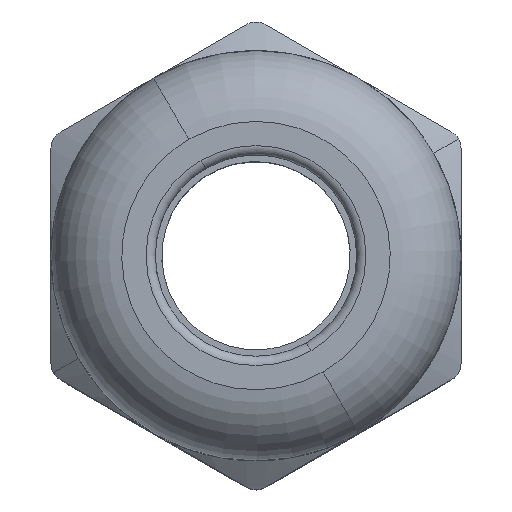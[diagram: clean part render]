
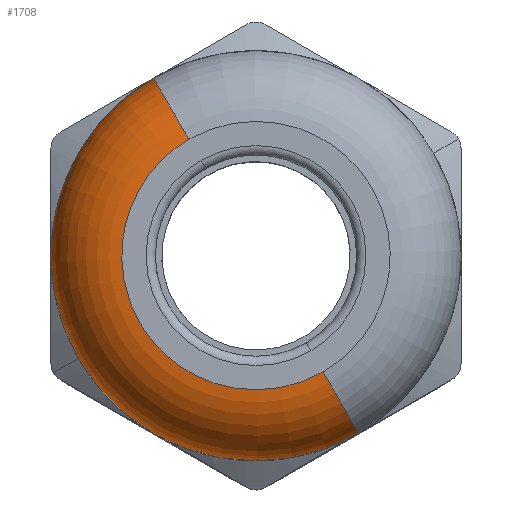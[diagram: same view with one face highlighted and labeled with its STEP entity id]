
A CAD part, top view. The second image highlights one B-rep face of the part: STEP entity #1708.
In plain terms, the highlighted toroidal (fillet/blend) face has major radius 6.734 mm and minor radius 4.266 mm.
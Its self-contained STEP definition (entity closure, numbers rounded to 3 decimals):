
#1650=AXIS2_PLACEMENT_3D('Circle Axis2P3D',#1648,#1649,$) ;
#1657=AXIS2_PLACEMENT_3D('Circle Axis2P3D',#1655,#1656,$) ;
#1686=AXIS2_PLACEMENT_3D('Torus Axis2P3D',#1683,#1684,#1685) ;
#1690=AXIS2_PLACEMENT_3D('Circle Axis2P3D',#1688,#1689,$) ;
#1697=AXIS2_PLACEMENT_3D('Circle Axis2P3D',#1695,#1696,$) ;
#1508=CARTESIAN_POINT('Vertex',(7.4,18.782,40.)) ;
#1514=CARTESIAN_POINT('Control Point',(4.765,8.947,40.)) ;
#1515=CARTESIAN_POINT('Control Point',(4.436,9.516,40.)) ;
#1516=CARTESIAN_POINT('Control Point',(4.172,10.123,40.)) ;
#1517=CARTESIAN_POINT('Control Point',(3.979,10.757,40.)) ;
#1518=CARTESIAN_POINT('Control Point',(3.741,12.059,40.)) ;
#1519=CARTESIAN_POINT('Control Point',(3.803,13.38,40.)) ;
#1520=CARTESIAN_POINT('Control Point',(3.909,14.035,40.)) ;
#1521=CARTESIAN_POINT('Control Point',(4.269,15.308,40.)) ;
#1522=CARTESIAN_POINT('Control Point',(4.907,16.467,40.)) ;
#1523=CARTESIAN_POINT('Control Point',(5.291,17.008,40.)) ;
#1524=CARTESIAN_POINT('Control Point',(5.928,17.717,40.)) ;
#1525=CARTESIAN_POINT('Control Point',(6.669,18.31,40.)) ;
#1526=CARTESIAN_POINT('Control Point',(6.905,18.48,40.)) ;
#1527=CARTESIAN_POINT('Control Point',(7.149,18.637,40.)) ;
#1528=CARTESIAN_POINT('Control Point',(7.4,18.782,40.)) ;
#1529=CARTESIAN_POINT('Vertex',(4.765,8.947,40.)) ;
#1533=CARTESIAN_POINT('Control Point',(14.6,6.312,40.)) ;
#1534=CARTESIAN_POINT('Control Point',(14.282,6.128,40.)) ;
#1535=CARTESIAN_POINT('Control Point',(13.952,5.965,40.)) ;
#1536=CARTESIAN_POINT('Control Point',(13.613,5.823,40.)) ;
#1537=CARTESIAN_POINT('Control Point',(12.643,5.488,40.)) ;
#1538=CARTESIAN_POINT('Control Point',(11.624,5.329,40.)) ;
#1539=CARTESIAN_POINT('Control Point',(10.961,5.302,40.)) ;
#1540=CARTESIAN_POINT('Control Point',(9.642,5.4,40.)) ;
#1541=CARTESIAN_POINT('Control Point',(8.378,5.793,40.)) ;
#1542=CARTESIAN_POINT('Control Point',(7.772,6.061,40.)) ;
#1543=CARTESIAN_POINT('Control Point',(6.698,6.691,40.)) ;
#1544=CARTESIAN_POINT('Control Point',(5.783,7.534,40.)) ;
#1545=CARTESIAN_POINT('Control Point',(5.396,7.971,40.)) ;
#1546=CARTESIAN_POINT('Control Point',(5.055,8.444,40.)) ;
#1547=CARTESIAN_POINT('Control Point',(4.765,8.947,40.)) ;
#1548=CARTESIAN_POINT('Vertex',(14.6,6.312,40.)) ;
#1648=CARTESIAN_POINT('Axis2P3D Location',(7.633,18.379,35.76)) ;
#1652=CARTESIAN_POINT('Vertex',(5.5,22.073,35.76)) ;
#1655=CARTESIAN_POINT('Axis2P3D Location',(14.367,6.715,35.76)) ;
#1659=CARTESIAN_POINT('Vertex',(16.5,3.021,35.76)) ;
#1683=CARTESIAN_POINT('Axis2P3D Location',(11.,12.547,35.76)) ;
#1688=CARTESIAN_POINT('Axis2P3D Location',(11.,12.547,35.76)) ;
#1692=CARTESIAN_POINT('Vertex',(1.474,7.047,35.76)) ;
#1695=CARTESIAN_POINT('Axis2P3D Location',(11.,12.547,35.76)) ;
#1649=DIRECTION('Axis2P3D Direction',(-0.866,-0.5,0.)) ;
#1656=DIRECTION('Axis2P3D Direction',(0.866,0.5,0.)) ;
#1684=DIRECTION('Axis2P3D Direction',(0.,0.,-1.)) ;
#1685=DIRECTION('Axis2P3D XDirection',(0.5,-0.866,0.)) ;
#1689=DIRECTION('Axis2P3D Direction',(0.,0.,-1.)) ;
#1696=DIRECTION('Axis2P3D Direction',(0.,0.,-1.)) ;
#1701=ORIENTED_EDGE('',*,*,#1661,.F.) ;
#1702=ORIENTED_EDGE('',*,*,#1550,.T.) ;
#1703=ORIENTED_EDGE('',*,*,#1531,.T.) ;
#1704=ORIENTED_EDGE('',*,*,#1654,.F.) ;
#1705=ORIENTED_EDGE('',*,*,#1694,.F.) ;
#1706=ORIENTED_EDGE('',*,*,#1699,.F.) ;
#1708=ADVANCED_FACE('VG_M16_OT\\Volumenk\X2\00F6\X0\rper1',(#1707),#1687,.T.) ;
#1513=B_SPLINE_CURVE_WITH_KNOTS('',5,(#1514,#1515,#1516,#1517,#1518,#1519,#1520,#1521,#1522,#1523,#1524,#1525,#1526,#1527,#1528),.UNSPECIFIED.,.F.,.U.,(6,3,3,3,6),(0.,4.648,9.295,13.943,15.994),.UNSPECIFIED.) ;
#1532=B_SPLINE_CURVE_WITH_KNOTS('',5,(#1533,#1534,#1535,#1536,#1537,#1538,#1539,#1540,#1541,#1542,#1543,#1544,#1545,#1546,#1547),.UNSPECIFIED.,.F.,.U.,(6,3,3,3,6),(15.994,18.59,23.238,27.885,31.989),.UNSPECIFIED.) ;
#1651=CIRCLE('generated circle',#1650,4.265) ;
#1658=CIRCLE('generated circle',#1657,4.265) ;
#1691=CIRCLE('generated circle',#1690,11.) ;
#1698=CIRCLE('generated circle',#1697,11.) ;
#1687=TOROIDAL_SURFACE('homeo Torus',#1686,6.735,4.265) ;
#1531=EDGE_CURVE('',#1530,#1509,#1513,.T.) ;
#1550=EDGE_CURVE('',#1549,#1530,#1532,.T.) ;
#1654=EDGE_CURVE('',#1653,#1509,#1651,.F.) ;
#1661=EDGE_CURVE('',#1549,#1660,#1658,.T.) ;
#1694=EDGE_CURVE('',#1693,#1653,#1691,.T.) ;
#1699=EDGE_CURVE('',#1660,#1693,#1698,.T.) ;
#1700=EDGE_LOOP('',(#1701,#1702,#1703,#1704,#1705,#1706)) ;
#1707=FACE_OUTER_BOUND('',#1700,.T.) ;
#1509=VERTEX_POINT('',#1508) ;
#1530=VERTEX_POINT('',#1529) ;
#1549=VERTEX_POINT('',#1548) ;
#1653=VERTEX_POINT('',#1652) ;
#1660=VERTEX_POINT('',#1659) ;
#1693=VERTEX_POINT('',#1692) ;
